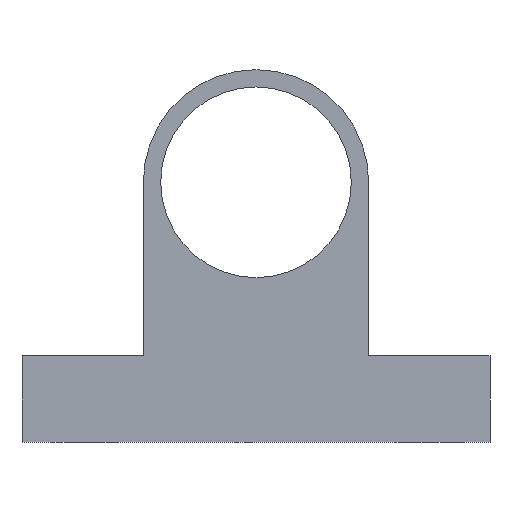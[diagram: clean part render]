
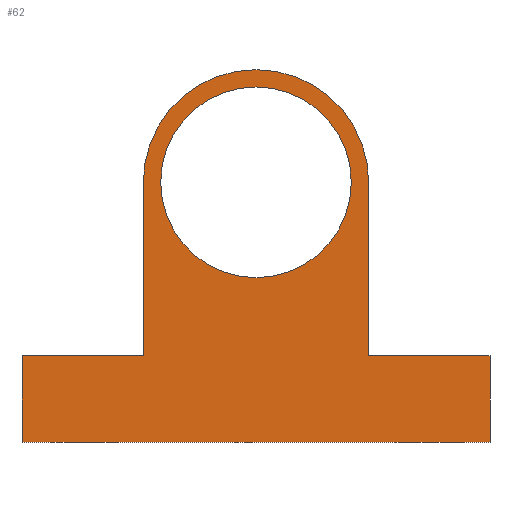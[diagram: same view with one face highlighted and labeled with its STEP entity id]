
A CAD part, front view. The second image highlights one B-rep face of the part: STEP entity #62.
In plain terms, the highlighted planar face has unit normal (0, -1, 0).
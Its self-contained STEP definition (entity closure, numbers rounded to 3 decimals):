
#62=ADVANCED_FACE('',(#179,#181),#183,.F.);
#179=FACE_BOUND('',#180,.T.);
#180=EDGE_LOOP('',(#288,#289,#290,#291,#292,#293,#294,#295));
#181=FACE_BOUND('',#182,.T.);
#182=EDGE_LOOP('',(#296));
#183=PLANE('',#184);
#184=AXIS2_PLACEMENT_3D('',#185,#186,#187);
#185=CARTESIAN_POINT('',(0.,0.,0.));
#186=DIRECTION('',(0.,1.,0.));
#187=DIRECTION('',(-1.,0.,0.));
#288=ORIENTED_EDGE('',*,*,#348,.F.);
#289=ORIENTED_EDGE('',*,*,#349,.F.);
#290=ORIENTED_EDGE('',*,*,#350,.F.);
#291=ORIENTED_EDGE('',*,*,#351,.F.);
#292=ORIENTED_EDGE('',*,*,#352,.F.);
#293=ORIENTED_EDGE('',*,*,#353,.F.);
#294=ORIENTED_EDGE('',*,*,#354,.F.);
#295=ORIENTED_EDGE('',*,*,#355,.F.);
#296=ORIENTED_EDGE('',*,*,#356,.T.);
#348=EDGE_CURVE('',#387,#388,#389,.T.);
#349=EDGE_CURVE('',#390,#387,#391,.T.);
#350=EDGE_CURVE('',#392,#390,#393,.T.);
#351=EDGE_CURVE('',#394,#392,#395,.T.);
#352=EDGE_CURVE('',#396,#394,#397,.T.);
#353=EDGE_CURVE('',#398,#396,#399,.T.);
#354=EDGE_CURVE('',#400,#398,#401,.T.);
#355=EDGE_CURVE('',#388,#400,#402,.T.);
#356=EDGE_CURVE('',#403,#403,#404,.F.);
#387=VERTEX_POINT('',#459);
#388=VERTEX_POINT('',#460);
#389=LINE('',#461,#462);
#390=VERTEX_POINT('',#464);
#391=LINE('',#465,#466);
#392=VERTEX_POINT('',#468);
#393=LINE('',#469,#470);
#394=VERTEX_POINT('',#472);
#395=CIRCLE('',#473,6.5);
#396=VERTEX_POINT('',#477);
#397=LINE('',#478,#479);
#398=VERTEX_POINT('',#481);
#399=LINE('',#482,#483);
#400=VERTEX_POINT('',#485);
#401=LINE('',#486,#487);
#402=LINE('',#489,#490);
#403=VERTEX_POINT('',#492);
#404=CIRCLE('',#493,5.5);
#459=CARTESIAN_POINT('',(13.5,0.,-10.));
#460=CARTESIAN_POINT('',(13.5,0.,-15.));
#461=CARTESIAN_POINT('',(13.5,0.,-10.));
#462=VECTOR('',#463,1.);
#463=DIRECTION('',(0.,0.,-1.));
#464=CARTESIAN_POINT('',(6.5,0.,-10.));
#465=CARTESIAN_POINT('',(6.5,0.,-10.));
#466=VECTOR('',#467,1.);
#467=DIRECTION('',(1.,0.,0.));
#468=CARTESIAN_POINT('',(6.5,0.,0.));
#469=CARTESIAN_POINT('',(6.5,0.,0.));
#470=VECTOR('',#471,1.);
#471=DIRECTION('',(0.,0.,-1.));
#472=CARTESIAN_POINT('',(-6.5,0.,0.));
#473=AXIS2_PLACEMENT_3D('',#474,#475,#476);
#474=CARTESIAN_POINT('',(0.,0.,0.));
#475=DIRECTION('',(0.,1.,0.));
#476=DIRECTION('',(-1.,0.,0.));
#477=CARTESIAN_POINT('',(-6.5,0.,-10.));
#478=CARTESIAN_POINT('',(-6.5,0.,-10.));
#479=VECTOR('',#480,1.);
#480=DIRECTION('',(0.,0.,1.));
#481=CARTESIAN_POINT('',(-13.5,0.,-10.));
#482=CARTESIAN_POINT('',(-13.5,0.,-10.));
#483=VECTOR('',#484,1.);
#484=DIRECTION('',(1.,0.,0.));
#485=CARTESIAN_POINT('',(-13.5,0.,-15.));
#486=CARTESIAN_POINT('',(-13.5,0.,-15.));
#487=VECTOR('',#488,1.);
#488=DIRECTION('',(0.,0.,1.));
#489=CARTESIAN_POINT('',(13.5,0.,-15.));
#490=VECTOR('',#491,1.);
#491=DIRECTION('',(-1.,0.,0.));
#492=CARTESIAN_POINT('',(5.5,0.,0.));
#493=AXIS2_PLACEMENT_3D('',#494,#495,#496);
#494=CARTESIAN_POINT('',(0.,0.,0.));
#495=DIRECTION('',(0.,-1.,0.));
#496=DIRECTION('',(1.,0.,0.));
